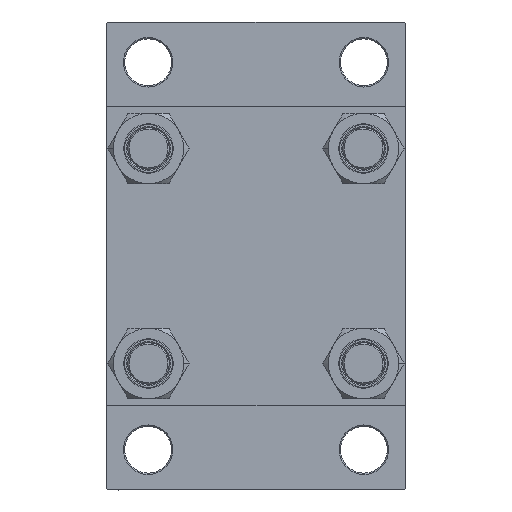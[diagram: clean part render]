
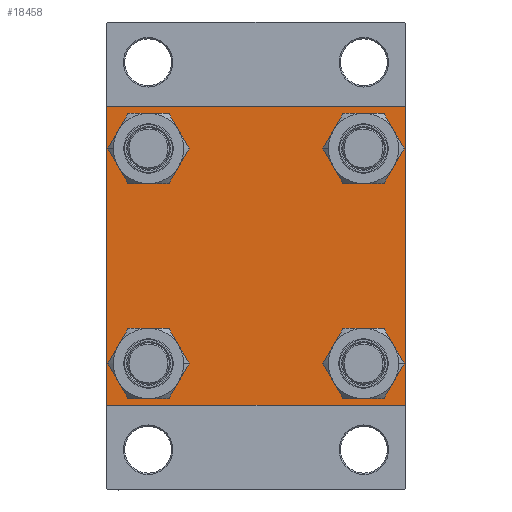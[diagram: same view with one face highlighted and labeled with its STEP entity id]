
A CAD part, left-side view. The second image highlights one B-rep face of the part: STEP entity #18458.
In plain terms, the highlighted planar face has unit normal (-1, 0, 0).
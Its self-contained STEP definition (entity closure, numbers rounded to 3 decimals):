
#102 = DIRECTION ( 'NONE',  ( 0., 0.707, 0.707 ) ) ;
#224 = CARTESIAN_POINT ( 'NONE',  ( 0., -57.5, -57. ) ) ;
#308 = VERTEX_POINT ( 'NONE', #39665 ) ;
#791 = CIRCLE ( 'NONE', #28922, 8.5 ) ;
#1062 = DIRECTION ( 'NONE',  ( 0., -1., 0. ) ) ;
#1579 = CARTESIAN_POINT ( 'NONE',  ( 0., -57., 57.5 ) ) ;
#2098 = EDGE_LOOP ( 'NONE', ( #42775, #28328 ) ) ;
#2448 = CARTESIAN_POINT ( 'NONE',  ( 0., 57., -57.5 ) ) ;
#2663 = CARTESIAN_POINT ( 'NONE',  ( 0., 57.25, 57.25 ) ) ;
#3573 = VERTEX_POINT ( 'NONE', #2448 ) ;
#3804 = ORIENTED_EDGE ( 'NONE', *, *, #47240, .T. ) ;
#4709 = CARTESIAN_POINT ( 'NONE',  ( 0., 41.35, 32.85 ) ) ;
#5517 = CARTESIAN_POINT ( 'NONE',  ( 0., 41.35, -32.85 ) ) ;
#5825 = AXIS2_PLACEMENT_3D ( 'NONE', #17359, #17849, #32769 ) ;
#6885 = VERTEX_POINT ( 'NONE', #32020 ) ;
#7345 = EDGE_CURVE ( 'NONE', #26666, #29746, #34606, .T. ) ;
#7526 = EDGE_CURVE ( 'NONE', #34048, #21892, #15736, .T. ) ;
#7594 = ORIENTED_EDGE ( 'NONE', *, *, #20725, .T. ) ;
#7837 = ORIENTED_EDGE ( 'NONE', *, *, #30453, .T. ) ;
#8051 = VERTEX_POINT ( 'NONE', #10445 ) ;
#8272 = VERTEX_POINT ( 'NONE', #5517 ) ;
#8611 = CARTESIAN_POINT ( 'NONE',  ( 0., 57.5, -57. ) ) ;
#8657 = DIRECTION ( 'NONE',  ( 0., 0., 1. ) ) ;
#9258 = AXIS2_PLACEMENT_3D ( 'NONE', #27464, #45760, #8657 ) ;
#9696 = CARTESIAN_POINT ( 'NONE',  ( 0., 41.35, 41.35 ) ) ;
#9935 = DIRECTION ( 'NONE',  ( 0., 0., 1. ) ) ;
#10445 = CARTESIAN_POINT ( 'NONE',  ( 0., -41.35, 32.85 ) ) ;
#10555 = VECTOR ( 'NONE', #47884, 1000. ) ;
#10602 = CARTESIAN_POINT ( 'NONE',  ( 0., -57., -57.5 ) ) ;
#10709 = CIRCLE ( 'NONE', #27110, 8.5 ) ;
#10872 = CARTESIAN_POINT ( 'NONE',  ( 0., -41.35, 41.35 ) ) ;
#11422 = EDGE_CURVE ( 'NONE', #6885, #18346, #15999, .T. ) ;
#11722 = VECTOR ( 'NONE', #22443, 1000. ) ;
#11829 = EDGE_CURVE ( 'NONE', #308, #15104, #22809, .T. ) ;
#13425 = DIRECTION ( 'NONE',  ( 1., 0., 0. ) ) ;
#13446 = ORIENTED_EDGE ( 'NONE', *, *, #29795, .T. ) ;
#13465 = ORIENTED_EDGE ( 'NONE', *, *, #11829, .T. ) ;
#13526 = AXIS2_PLACEMENT_3D ( 'NONE', #27520, #24087, #46538 ) ;
#14210 = VERTEX_POINT ( 'NONE', #23498 ) ;
#14488 = VERTEX_POINT ( 'NONE', #224 ) ;
#14641 = CIRCLE ( 'NONE', #36497, 8.5 ) ;
#14786 = CARTESIAN_POINT ( 'NONE',  ( 0., 57.5, 57.5 ) ) ;
#15020 = DIRECTION ( 'NONE',  ( 0., -1., 0. ) ) ;
#15104 = VERTEX_POINT ( 'NONE', #8611 ) ;
#15265 = ORIENTED_EDGE ( 'NONE', *, *, #36837, .T. ) ;
#15339 = AXIS2_PLACEMENT_3D ( 'NONE', #46913, #28370, #35208 ) ;
#15526 = ORIENTED_EDGE ( 'NONE', *, *, #20305, .T. ) ;
#15736 = LINE ( 'NONE', #18685, #44729 ) ;
#15999 = CIRCLE ( 'NONE', #40181, 8.5 ) ;
#16904 = EDGE_LOOP ( 'NONE', ( #7837, #17635 ) ) ;
#17067 = LINE ( 'NONE', #31988, #42939 ) ;
#17163 = EDGE_CURVE ( 'NONE', #43701, #8051, #40219, .T. ) ;
#17323 = CARTESIAN_POINT ( 'NONE',  ( 0., 41.35, 49.85 ) ) ;
#17356 = FACE_BOUND ( 'NONE', #44108, .T. ) ;
#17359 = CARTESIAN_POINT ( 'NONE',  ( 0., -41.35, -41.35 ) ) ;
#17565 = VECTOR ( 'NONE', #34056, 1000. ) ;
#17635 = ORIENTED_EDGE ( 'NONE', *, *, #7345, .T. ) ;
#17849 = DIRECTION ( 'NONE',  ( 1., 0., 0. ) ) ;
#18131 = CARTESIAN_POINT ( 'NONE',  ( 0., 57., 57.5 ) ) ;
#18339 = CARTESIAN_POINT ( 'NONE',  ( 0., -57.25, -57.25 ) ) ;
#18346 = VERTEX_POINT ( 'NONE', #21824 ) ;
#18458 = ADVANCED_FACE ( 'NONE', ( #21027, #24219, #17356, #35925, #28138 ), #39099, .T. ) ;
#18685 = CARTESIAN_POINT ( 'NONE',  ( 0., -57.25, 57.25 ) ) ;
#19182 = AXIS2_PLACEMENT_3D ( 'NONE', #44787, #29197, #41377 ) ;
#19468 = VECTOR ( 'NONE', #15020, 1000. ) ;
#20305 = EDGE_CURVE ( 'NONE', #14210, #8272, #10709, .T. ) ;
#20458 = CARTESIAN_POINT ( 'NONE',  ( 0., 41.35, -41.35 ) ) ;
#20725 = EDGE_CURVE ( 'NONE', #41626, #308, #25154, .T. ) ;
#20938 = DIRECTION ( 'NONE',  ( 1., 0., 0. ) ) ;
#21027 = FACE_BOUND ( 'NONE', #2098, .T. ) ;
#21418 = EDGE_CURVE ( 'NONE', #8051, #43701, #14641, .T. ) ;
#21511 = EDGE_CURVE ( 'NONE', #3573, #38511, #26507, .T. ) ;
#21746 = DIRECTION ( 'NONE',  ( 0., 0.707, -0.707 ) ) ;
#21824 = CARTESIAN_POINT ( 'NONE',  ( 0., -41.35, -32.85 ) ) ;
#21892 = VERTEX_POINT ( 'NONE', #1579 ) ;
#22237 = CIRCLE ( 'NONE', #5825, 8.5 ) ;
#22443 = DIRECTION ( 'NONE',  ( 0., -0.707, -0.707 ) ) ;
#22809 = LINE ( 'NONE', #37694, #17565 ) ;
#23498 = CARTESIAN_POINT ( 'NONE',  ( 0., 41.35, -49.85 ) ) ;
#23697 = ORIENTED_EDGE ( 'NONE', *, *, #7526, .T. ) ;
#24087 = DIRECTION ( 'NONE',  ( 1., 0., 0. ) ) ;
#24219 = FACE_BOUND ( 'NONE', #44479, .T. ) ;
#24657 = DIRECTION ( 'NONE',  ( 0., 0., 1. ) ) ;
#25154 = LINE ( 'NONE', #2663, #44234 ) ;
#25213 = EDGE_CURVE ( 'NONE', #41626, #21892, #33125, .T. ) ;
#25673 = LINE ( 'NONE', #18339, #10555 ) ;
#26507 = LINE ( 'NONE', #34317, #30290 ) ;
#26666 = VERTEX_POINT ( 'NONE', #4709 ) ;
#27110 = AXIS2_PLACEMENT_3D ( 'NONE', #20458, #20938, #47060 ) ;
#27464 = CARTESIAN_POINT ( 'NONE',  ( 0., 41.35, -41.35 ) ) ;
#27520 = CARTESIAN_POINT ( 'NONE',  ( 0., 41.35, 41.35 ) ) ;
#27952 = EDGE_CURVE ( 'NONE', #34048, #14488, #17067, .T. ) ;
#28138 = FACE_OUTER_BOUND ( 'NONE', #34978, .T. ) ;
#28251 = CARTESIAN_POINT ( 'NONE',  ( 0., -41.35, 49.85 ) ) ;
#28328 = ORIENTED_EDGE ( 'NONE', *, *, #21418, .T. ) ;
#28370 = DIRECTION ( 'NONE',  ( -1., 0., 0. ) ) ;
#28922 = AXIS2_PLACEMENT_3D ( 'NONE', #9696, #39475, #9935 ) ;
#29197 = DIRECTION ( 'NONE',  ( 1., 0., 0. ) ) ;
#29746 = VERTEX_POINT ( 'NONE', #17323 ) ;
#29795 = EDGE_CURVE ( 'NONE', #15104, #3573, #40739, .T. ) ;
#30290 = VECTOR ( 'NONE', #1062, 1000. ) ;
#30453 = EDGE_CURVE ( 'NONE', #29746, #26666, #791, .T. ) ;
#31988 = CARTESIAN_POINT ( 'NONE',  ( 0., -57.5, 57.5 ) ) ;
#32020 = CARTESIAN_POINT ( 'NONE',  ( 0., -41.35, -49.85 ) ) ;
#32725 = ORIENTED_EDGE ( 'NONE', *, *, #11422, .T. ) ;
#32769 = DIRECTION ( 'NONE',  ( 0., 0., 1. ) ) ;
#33125 = LINE ( 'NONE', #14786, #19468 ) ;
#33757 = ORIENTED_EDGE ( 'NONE', *, *, #27952, .F. ) ;
#34048 = VERTEX_POINT ( 'NONE', #34250 ) ;
#34056 = DIRECTION ( 'NONE',  ( 0., 0., -1. ) ) ;
#34250 = CARTESIAN_POINT ( 'NONE',  ( 0., -57.5, 57. ) ) ;
#34317 = CARTESIAN_POINT ( 'NONE',  ( 0., 57.5, -57.5 ) ) ;
#34606 = CIRCLE ( 'NONE', #13526, 8.5 ) ;
#34978 = EDGE_LOOP ( 'NONE', ( #13465, #13446, #45686, #15265, #33757, #23697, #36777, #7594 ) ) ;
#35208 = DIRECTION ( 'NONE',  ( 0., 0., 1. ) ) ;
#35789 = EDGE_CURVE ( 'NONE', #18346, #6885, #22237, .T. ) ;
#35925 = FACE_BOUND ( 'NONE', #16904, .T. ) ;
#36497 = AXIS2_PLACEMENT_3D ( 'NONE', #10872, #43832, #40405 ) ;
#36777 = ORIENTED_EDGE ( 'NONE', *, *, #25213, .F. ) ;
#36837 = EDGE_CURVE ( 'NONE', #38511, #14488, #25673, .T. ) ;
#37694 = CARTESIAN_POINT ( 'NONE',  ( 0., 57.5, 57.5 ) ) ;
#38085 = CIRCLE ( 'NONE', #9258, 8.5 ) ;
#38393 = ORIENTED_EDGE ( 'NONE', *, *, #35789, .T. ) ;
#38511 = VERTEX_POINT ( 'NONE', #10602 ) ;
#39099 = PLANE ( 'NONE',  #15339 ) ;
#39475 = DIRECTION ( 'NONE',  ( 1., 0., 0. ) ) ;
#39665 = CARTESIAN_POINT ( 'NONE',  ( 0., 57.5, 57. ) ) ;
#40181 = AXIS2_PLACEMENT_3D ( 'NONE', #43692, #13425, #24657 ) ;
#40219 = CIRCLE ( 'NONE', #19182, 8.5 ) ;
#40405 = DIRECTION ( 'NONE',  ( 0., 0., 1. ) ) ;
#40739 = LINE ( 'NONE', #44419, #11722 ) ;
#41377 = DIRECTION ( 'NONE',  ( 0., 0., 1. ) ) ;
#41626 = VERTEX_POINT ( 'NONE', #18131 ) ;
#42775 = ORIENTED_EDGE ( 'NONE', *, *, #17163, .T. ) ;
#42939 = VECTOR ( 'NONE', #43177, 1000. ) ;
#43177 = DIRECTION ( 'NONE',  ( 0., 0., -1. ) ) ;
#43692 = CARTESIAN_POINT ( 'NONE',  ( 0., -41.35, -41.35 ) ) ;
#43701 = VERTEX_POINT ( 'NONE', #28251 ) ;
#43832 = DIRECTION ( 'NONE',  ( 1., 0., 0. ) ) ;
#44108 = EDGE_LOOP ( 'NONE', ( #3804, #15526 ) ) ;
#44234 = VECTOR ( 'NONE', #21746, 1000. ) ;
#44419 = CARTESIAN_POINT ( 'NONE',  ( 0., 57.25, -57.25 ) ) ;
#44479 = EDGE_LOOP ( 'NONE', ( #38393, #32725 ) ) ;
#44729 = VECTOR ( 'NONE', #102, 1000. ) ;
#44787 = CARTESIAN_POINT ( 'NONE',  ( 0., -41.35, 41.35 ) ) ;
#45686 = ORIENTED_EDGE ( 'NONE', *, *, #21511, .T. ) ;
#45760 = DIRECTION ( 'NONE',  ( 1., 0., 0. ) ) ;
#46538 = DIRECTION ( 'NONE',  ( 0., 0., 1. ) ) ;
#46913 = CARTESIAN_POINT ( 'NONE',  ( 0., 0., 0. ) ) ;
#47060 = DIRECTION ( 'NONE',  ( 0., 0., 1. ) ) ;
#47240 = EDGE_CURVE ( 'NONE', #8272, #14210, #38085, .T. ) ;
#47884 = DIRECTION ( 'NONE',  ( 0., -0.707, 0.707 ) ) ;
